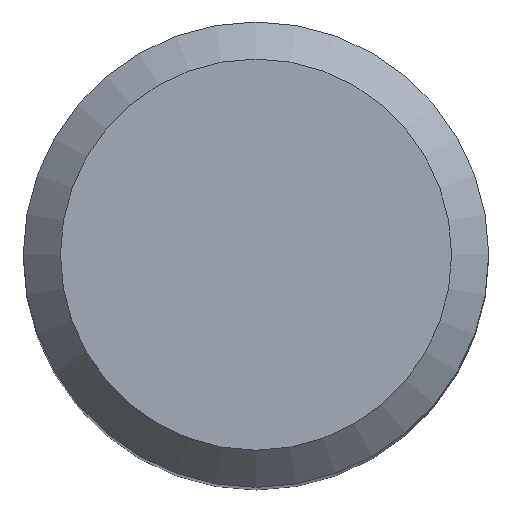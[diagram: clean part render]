
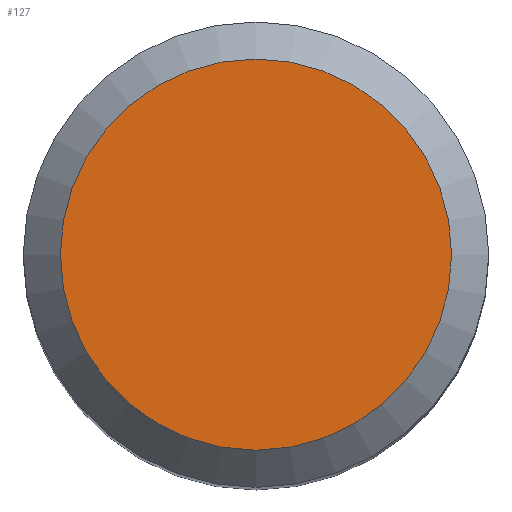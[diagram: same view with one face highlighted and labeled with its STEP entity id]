
A CAD part, top view. The second image highlights one B-rep face of the part: STEP entity #127.
In plain terms, the highlighted planar face has unit normal (0, 0, 1).
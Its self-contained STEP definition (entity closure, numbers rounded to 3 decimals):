
#127=ADVANCED_FACE('',(#141),#138,.T.);
#138=PLANE('',#295);
#141=FACE_OUTER_BOUND('',#145,.T.);
#145=EDGE_LOOP('',(#163));
#163=ORIENTED_EDGE('',*,*,#190,.T.);
#181=VERTEX_POINT('',#395);
#190=EDGE_CURVE('',#181,#181,#199,.T.);
#199=CIRCLE('',#294,8.497);
#294=AXIS2_PLACEMENT_3D('',#394,#331,#332);
#295=AXIS2_PLACEMENT_3D('',#396,#333,#334);
#331=DIRECTION('',(0.,0.,1.));
#332=DIRECTION('',(1.,0.,0.));
#333=DIRECTION('',(0.,0.,1.));
#334=DIRECTION('',(1.,0.,0.));
#394=CARTESIAN_POINT('',(0.,0.,0.));
#395=CARTESIAN_POINT('',(8.497,0.,0.));
#396=CARTESIAN_POINT('',(0.,0.,0.));
